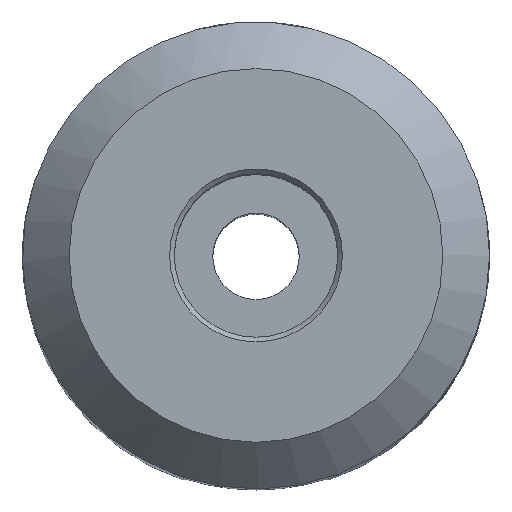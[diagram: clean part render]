
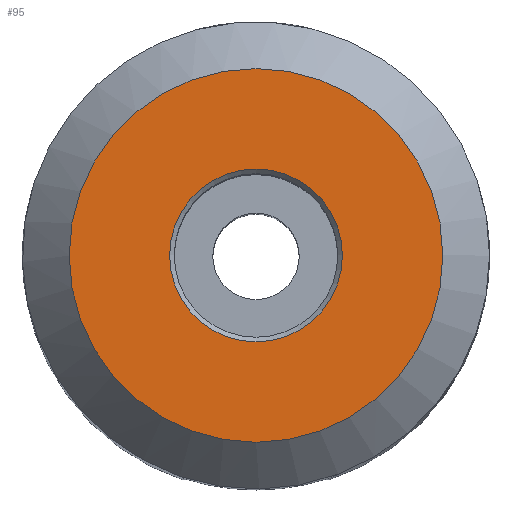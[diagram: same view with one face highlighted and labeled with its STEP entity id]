
A CAD part, top view. The second image highlights one B-rep face of the part: STEP entity #95.
In plain terms, the highlighted planar face has unit normal (0, 0, 1).
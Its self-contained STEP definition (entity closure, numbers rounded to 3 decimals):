
#67 = EDGE_CURVE ( 'NONE', #1062, #1062, #661, .T. ) ;
#95 = ADVANCED_FACE ( 'NONE', ( #716, #1041 ), #963, .T. ) ;
#104 = CIRCLE ( 'NONE', #251, 8. ) ;
#141 = CARTESIAN_POINT ( 'NONE',  ( 3.7, 0., 65. ) ) ;
#185 = DIRECTION ( 'NONE',  ( 0., 0., -1. ) ) ;
#197 = DIRECTION ( 'NONE',  ( 1., 0., 0. ) ) ;
#251 = AXIS2_PLACEMENT_3D ( 'NONE', #613, #607, #278 ) ;
#265 = DIRECTION ( 'NONE',  ( 0., 0., 1. ) ) ;
#271 = DIRECTION ( 'NONE',  ( 1., 0., 0. ) ) ;
#277 = EDGE_LOOP ( 'NONE', ( #1057 ) ) ;
#278 = DIRECTION ( 'NONE',  ( 1., 0., 0. ) ) ;
#340 = ORIENTED_EDGE ( 'NONE', *, *, #777, .T. ) ;
#352 = CARTESIAN_POINT ( 'NONE',  ( 0., 0., 65. ) ) ;
#481 = VERTEX_POINT ( 'NONE', #727 ) ;
#607 = DIRECTION ( 'NONE',  ( 0., 0., 1. ) ) ;
#613 = CARTESIAN_POINT ( 'NONE',  ( 0., 0., 65. ) ) ;
#616 = EDGE_LOOP ( 'NONE', ( #340 ) ) ;
#619 = CARTESIAN_POINT ( 'NONE',  ( 0., 0., 65. ) ) ;
#661 = CIRCLE ( 'NONE', #895, 3.7 ) ;
#716 = FACE_BOUND ( 'NONE', #277, .T. ) ;
#727 = CARTESIAN_POINT ( 'NONE',  ( 8., 0., 65. ) ) ;
#777 = EDGE_CURVE ( 'NONE', #481, #481, #104, .T. ) ;
#895 = AXIS2_PLACEMENT_3D ( 'NONE', #352, #185, #197 ) ;
#950 = AXIS2_PLACEMENT_3D ( 'NONE', #619, #265, #271 ) ;
#963 = PLANE ( 'NONE',  #950 ) ;
#1041 = FACE_OUTER_BOUND ( 'NONE', #616, .T. ) ;
#1057 = ORIENTED_EDGE ( 'NONE', *, *, #67, .T. ) ;
#1062 = VERTEX_POINT ( 'NONE', #141 ) ;
